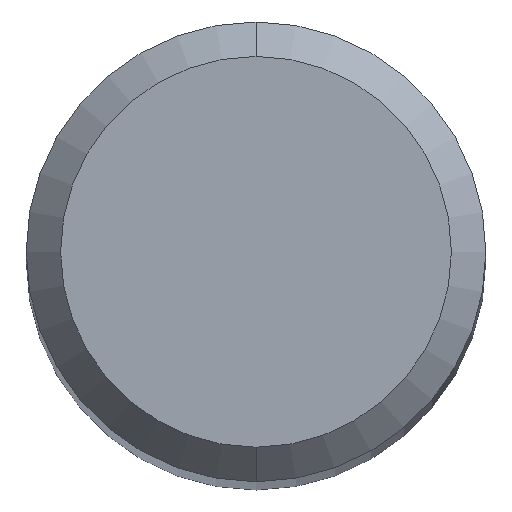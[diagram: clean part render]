
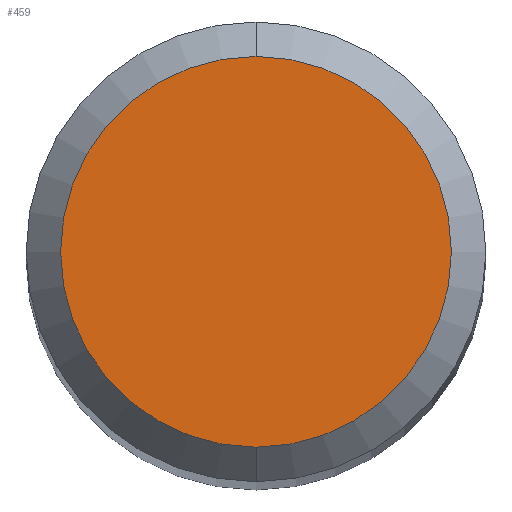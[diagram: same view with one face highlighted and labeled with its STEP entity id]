
A CAD part, top view. The second image highlights one B-rep face of the part: STEP entity #459.
In plain terms, the highlighted planar face has unit normal (0, 0, 1).
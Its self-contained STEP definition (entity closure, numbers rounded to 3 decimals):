
#445=VERTEX_POINT('',#1114);
#459=ADVANCED_FACE('',(#1129),#1130,.T.);
#525=EDGE_CURVE('',#867,#445,#1202,.T.);
#867=VERTEX_POINT('',#1578);
#977=EDGE_CURVE('',#445,#867,#1696,.T.);
#1114=CARTESIAN_POINT('',(0.0,1.7,0.0));
#1129=FACE_OUTER_BOUND('',#2217,.T.);
#1130=PLANE('',#2218);
#1202=CIRCLE('',#2386,1.7);
#1578=CARTESIAN_POINT('',(0.,-1.7,0.0));
#1696=CIRCLE('',#4587,1.7);
#2217=EDGE_LOOP('',(#4852,#4853));
#2218=AXIS2_PLACEMENT_3D('',#4854,#4855,#4856);
#2386=AXIS2_PLACEMENT_3D('',#4950,#4951,#4952);
#4587=AXIS2_PLACEMENT_3D('',#5465,#5466,#5467);
#4852=ORIENTED_EDGE('',*,*,#977,.F.);
#4853=ORIENTED_EDGE('',*,*,#525,.F.);
#4854=CARTESIAN_POINT('',(0.0,0.85,0.0));
#4855=DIRECTION('',(-0.0,0.0,1.0));
#4856=DIRECTION('',(0.0,-1.0,0.0));
#4950=CARTESIAN_POINT('',(0.0,0.0,0.0));
#4951=DIRECTION('',(0.0,0.0,-1.0));
#4952=DIRECTION('',(0.0,1.0,0.0));
#5465=CARTESIAN_POINT('',(0.0,0.0,0.0));
#5466=DIRECTION('',(0.0,0.0,-1.0));
#5467=DIRECTION('',(0.0,1.0,0.0));
